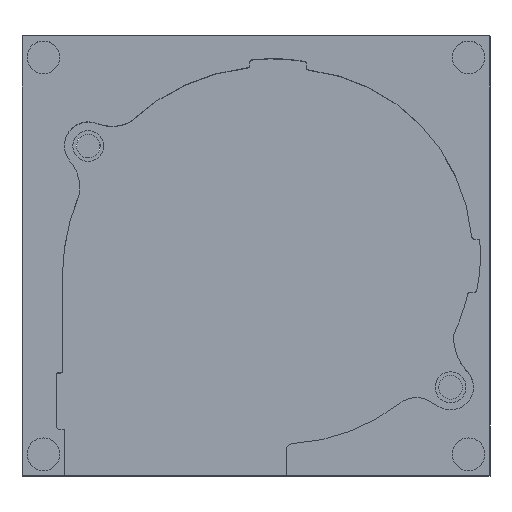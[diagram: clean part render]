
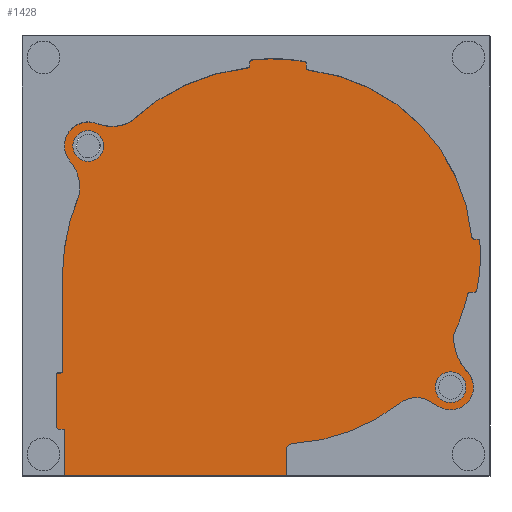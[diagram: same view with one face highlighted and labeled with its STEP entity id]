
A CAD part, top view. The second image highlights one B-rep face of the part: STEP entity #1428.
In plain terms, the highlighted planar face has unit normal (0, 0, 1).
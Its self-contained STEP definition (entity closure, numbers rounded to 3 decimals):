
#15=FACE_BOUND('',#421,.T.);
#16=FACE_BOUND('',#422,.T.);
#17=FACE_BOUND('',#423,.T.);
#43=LINE('',#2223,#158);
#48=LINE('',#2247,#163);
#52=LINE('',#2255,#167);
#55=LINE('',#2261,#170);
#58=LINE('',#2266,#173);
#158=VECTOR('',#1748,10.);
#163=VECTOR('',#1781,10.);
#167=VECTOR('',#1787,10.);
#170=VECTOR('',#1792,10.);
#173=VECTOR('',#1797,10.);
#333=FACE_OUTER_BOUND('',#420,.T.);
#420=EDGE_LOOP('',(#1023,#1024,#1025,#1026));
#421=EDGE_LOOP('',(#1027));
#422=EDGE_LOOP('',(#1028));
#423=EDGE_LOOP('',(#1029,#1030,#1031,#1032,#1033));
#498=CIRCLE('',#1506,2.875);
#502=CIRCLE('',#1512,2.875);
#508=CIRCLE('',#1522,9.16);
#510=CIRCLE('',#1526,4.278);
#512=CIRCLE('',#1529,9.16);
#514=CIRCLE('',#1532,4.278);
#596=VERTEX_POINT('',#2179);
#600=VERTEX_POINT('',#2190);
#608=VERTEX_POINT('',#2213);
#609=VERTEX_POINT('',#2214);
#612=VERTEX_POINT('',#2222);
#614=VERTEX_POINT('',#2232);
#616=VERTEX_POINT('',#2245);
#617=VERTEX_POINT('',#2246);
#620=VERTEX_POINT('',#2254);
#622=VERTEX_POINT('',#2260);
#738=EDGE_CURVE('',#596,#596,#498,.T.);
#743=EDGE_CURVE('',#600,#600,#502,.T.);
#754=EDGE_CURVE('',#608,#609,#508,.T.);
#758=EDGE_CURVE('',#609,#612,#43,.T.);
#761=EDGE_CURVE('',#612,#608,#510,.T.);
#764=EDGE_CURVE('',#608,#614,#512,.T.);
#767=EDGE_CURVE('',#614,#608,#514,.T.);
#771=EDGE_CURVE('',#616,#617,#48,.T.);
#775=EDGE_CURVE('',#620,#617,#52,.T.);
#778=EDGE_CURVE('',#622,#620,#55,.T.);
#781=EDGE_CURVE('',#622,#616,#58,.T.);
#1023=ORIENTED_EDGE('',*,*,#781,.T.);
#1024=ORIENTED_EDGE('',*,*,#771,.T.);
#1025=ORIENTED_EDGE('',*,*,#775,.F.);
#1026=ORIENTED_EDGE('',*,*,#778,.F.);
#1027=ORIENTED_EDGE('',*,*,#738,.T.);
#1028=ORIENTED_EDGE('',*,*,#743,.T.);
#1029=ORIENTED_EDGE('',*,*,#767,.T.);
#1030=ORIENTED_EDGE('',*,*,#754,.T.);
#1031=ORIENTED_EDGE('',*,*,#758,.T.);
#1032=ORIENTED_EDGE('',*,*,#761,.T.);
#1033=ORIENTED_EDGE('',*,*,#764,.T.);
#1380=PLANE('',#1542);
#1428=ADVANCED_FACE('',(#333,#15,#16,#17),#1380,.T.);
#1506=AXIS2_PLACEMENT_3D('',#2180,#1702,#1703);
#1512=AXIS2_PLACEMENT_3D('',#2191,#1715,#1716);
#1522=AXIS2_PLACEMENT_3D('',#2215,#1740,#1741);
#1526=AXIS2_PLACEMENT_3D('',#2228,#1753,#1754);
#1529=AXIS2_PLACEMENT_3D('',#2233,#1760,#1761);
#1532=AXIS2_PLACEMENT_3D('',#2238,#1767,#1768);
#1542=AXIS2_PLACEMENT_3D('',#2268,#1799,#1800);
#1702=DIRECTION('center_axis',(0.,0.,
-1.));
#1703=DIRECTION('ref_axis',(-1.,0.,0.));
#1715=DIRECTION('center_axis',(0.,0.,
-1.));
#1716=DIRECTION('ref_axis',(-1.,0.,0.));
#1740=DIRECTION('center_axis',(0.,0.,1.));
#1741=DIRECTION('ref_axis',(-0.998,0.057,0.));
#1748=DIRECTION('',(0.609,-0.793,0.));
#1753=DIRECTION('center_axis',(0.,0.,1.));
#1754=DIRECTION('ref_axis',(-0.508,-0.862,0.));
#1760=DIRECTION('center_axis',(0.,0.,-1.));
#1761=DIRECTION('ref_axis',(-0.998,0.057,0.));
#1767=DIRECTION('center_axis',(0.,0.,-1.));
#1768=DIRECTION('ref_axis',(-0.508,-0.862,0.));
#1781=DIRECTION('',(0.,1.,0.));
#1787=DIRECTION('',(1.,0.,0.));
#1792=DIRECTION('',(0.,1.,0.));
#1797=DIRECTION('',(1.,0.,0.));
#1799=DIRECTION('center_axis',(0.,0.,
1.));
#1800=DIRECTION('ref_axis',(-1.,0.,0.));
#2179=CARTESIAN_POINT('',(-24.777,23.33,-11.073));
#2180=CARTESIAN_POINT('Origin',(-27.652,23.33,-11.073));
#2190=CARTESIAN_POINT('',(42.775,-21.65,-11.073));
#2191=CARTESIAN_POINT('Origin',(39.9,-21.65,-11.073));
#2213=CARTESIAN_POINT('',(43.204,-18.932,-11.073));
#2214=CARTESIAN_POINT('',(43.216,-18.944,-11.073));
#2215=CARTESIAN_POINT('Origin',(49.645,-12.419,-11.073));
#2222=CARTESIAN_POINT('',(43.292,-19.042,-11.073));
#2223=CARTESIAN_POINT('',(43.292,-19.042,-11.073));
#2228=CARTESIAN_POINT('Origin',(39.9,-21.65,-11.073));
#2232=CARTESIAN_POINT('',(42.793,-18.499,-11.073));
#2233=CARTESIAN_POINT('Origin',(49.645,-12.419,-11.073));
#2238=CARTESIAN_POINT('Origin',(39.9,-21.65,-11.073));
#2245=CARTESIAN_POINT('',(47.255,-38.2,-11.073));
#2246=CARTESIAN_POINT('',(47.255,43.8,-11.073));
#2247=CARTESIAN_POINT('',(47.255,-38.2,-11.073));
#2254=CARTESIAN_POINT('',(-40.,43.8,-11.073));
#2255=CARTESIAN_POINT('',(-40.,43.8,-11.073));
#2260=CARTESIAN_POINT('',(-40.,-38.2,-11.073));
#2261=CARTESIAN_POINT('',(-40.,-38.2,-11.073));
#2266=CARTESIAN_POINT('',(-32.,-38.2,-11.073));
#2268=CARTESIAN_POINT('Origin',(3.628,2.8,-11.073));
